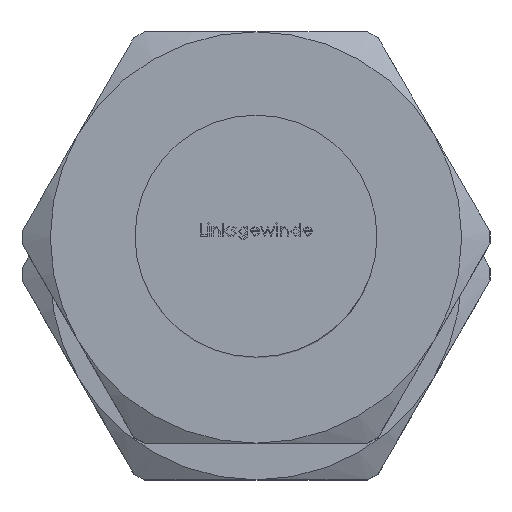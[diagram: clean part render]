
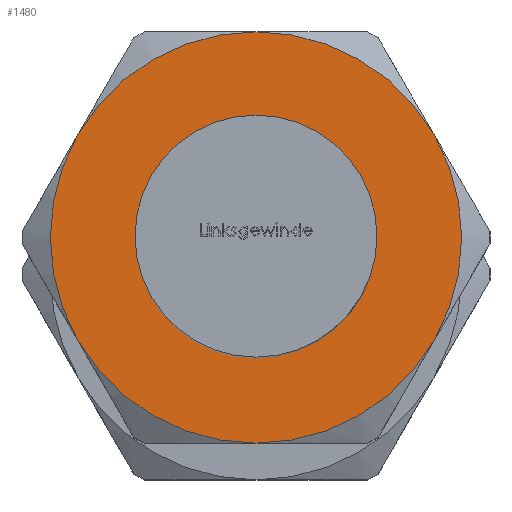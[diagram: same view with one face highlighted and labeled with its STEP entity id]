
A CAD part, top view. The second image highlights one B-rep face of the part: STEP entity #1480.
In plain terms, the highlighted face is planar.
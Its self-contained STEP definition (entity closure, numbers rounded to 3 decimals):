
#75 = DIRECTION ( 'NONE',  ( 0., -1., 0. ) ) ;
#126 = CARTESIAN_POINT ( 'NONE',  ( 0., 4., 0. ) ) ;
#614 = DIRECTION ( 'NONE',  ( 0., 0., 1. ) ) ;
#1480 = ADVANCED_FACE ( 'NONE', ( #42905, #3921 ), #25912, .T. ) ;
#3574 = EDGE_CURVE ( 'NONE', #42720, #5075, #3886, .T. ) ;
#3886 = CIRCLE ( 'NONE', #29223, 8.5 ) ;
#3921 = FACE_OUTER_BOUND ( 'NONE', #38651, .T. ) ;
#4336 = EDGE_CURVE ( 'NONE', #5075, #22764, #21010, .T. ) ;
#4629 = ORIENTED_EDGE ( 'NONE', *, *, #40222, .T. ) ;
#4754 = AXIS2_PLACEMENT_3D ( 'NONE', #46896, #43349, #14500 ) ;
#4756 = CIRCLE ( 'NONE', #36132, 8.5 ) ;
#5075 = VERTEX_POINT ( 'NONE', #24978 ) ;
#10389 = CIRCLE ( 'NONE', #4754, 8.5 ) ;
#10462 = AXIS2_PLACEMENT_3D ( 'NONE', #126, #37143, #11147 ) ;
#11147 = DIRECTION ( 'NONE',  ( 0., 0., 1. ) ) ;
#11951 = DIRECTION ( 'NONE',  ( 0., -1., 0. ) ) ;
#11953 = DIRECTION ( 'NONE',  ( 0., -1., 0. ) ) ;
#14116 = DIRECTION ( 'NONE',  ( 0., 0., 1. ) ) ;
#14500 = DIRECTION ( 'NONE',  ( 0., 0., -1. ) ) ;
#15863 = AXIS2_PLACEMENT_3D ( 'NONE', #29563, #75, #25860 ) ;
#18278 = CIRCLE ( 'NONE', #10462, 8.5 ) ;
#18311 = DIRECTION ( 'NONE',  ( 0., -1., 0. ) ) ;
#18953 = ORIENTED_EDGE ( 'NONE', *, *, #24988, .F. ) ;
#19179 = CARTESIAN_POINT ( 'NONE',  ( 0., 4., 0. ) ) ;
#21010 = CIRCLE ( 'NONE', #34795, 8.5 ) ;
#21821 = CARTESIAN_POINT ( 'NONE',  ( 0., 4., 0. ) ) ;
#22764 = VERTEX_POINT ( 'NONE', #25077 ) ;
#23822 = EDGE_CURVE ( 'NONE', #42315, #42720, #18278, .T. ) ;
#23961 = VERTEX_POINT ( 'NONE', #30726 ) ;
#24978 = CARTESIAN_POINT ( 'NONE',  ( 0., 4., 8.5 ) ) ;
#24988 = EDGE_CURVE ( 'NONE', #44614, #23961, #27409, .T. ) ;
#25077 = CARTESIAN_POINT ( 'NONE',  ( -7.361, 4., 4.25 ) ) ;
#25860 = DIRECTION ( 'NONE',  ( 0., 0., 1. ) ) ;
#25912 = PLANE ( 'NONE',  #40231 ) ;
#26875 = CARTESIAN_POINT ( 'NONE',  ( 0., 4., 0. ) ) ;
#27192 = CIRCLE ( 'NONE', #15863, 4.75 ) ;
#27375 = ORIENTED_EDGE ( 'NONE', *, *, #41647, .F. ) ;
#27409 = CIRCLE ( 'NONE', #38151, 8.5 ) ;
#28521 = CARTESIAN_POINT ( 'NONE',  ( -7.361, 4., -4.25 ) ) ;
#28544 = EDGE_CURVE ( 'NONE', #23961, #42315, #10389, .T. ) ;
#29223 = AXIS2_PLACEMENT_3D ( 'NONE', #26875, #11953, #41449 ) ;
#29563 = CARTESIAN_POINT ( 'NONE',  ( 0., 4., 0. ) ) ;
#30559 = CARTESIAN_POINT ( 'NONE',  ( 0., 4., 0. ) ) ;
#30726 = CARTESIAN_POINT ( 'NONE',  ( 0., 4., -8.5 ) ) ;
#32177 = EDGE_LOOP ( 'NONE', ( #4629 ) ) ;
#33649 = DIRECTION ( 'NONE',  ( 0., 0., 1. ) ) ;
#34795 = AXIS2_PLACEMENT_3D ( 'NONE', #41167, #37803, #33649 ) ;
#35374 = ORIENTED_EDGE ( 'NONE', *, *, #28544, .F. ) ;
#35833 = ORIENTED_EDGE ( 'NONE', *, *, #3574, .F. ) ;
#36132 = AXIS2_PLACEMENT_3D ( 'NONE', #21821, #18311, #14116 ) ;
#37143 = DIRECTION ( 'NONE',  ( 0., -1., 0. ) ) ;
#37446 = DIRECTION ( 'NONE',  ( 0., 0., 1. ) ) ;
#37803 = DIRECTION ( 'NONE',  ( 0., -1., 0. ) ) ;
#37822 = ORIENTED_EDGE ( 'NONE', *, *, #4336, .F. ) ;
#38040 = CARTESIAN_POINT ( 'NONE',  ( 0., 4., 4.75 ) ) ;
#38151 = AXIS2_PLACEMENT_3D ( 'NONE', #30559, #11951, #37446 ) ;
#38281 = CARTESIAN_POINT ( 'NONE',  ( 7.361, 4., -4.25 ) ) ;
#38651 = EDGE_LOOP ( 'NONE', ( #37822, #35833, #43378, #35374, #18953, #27375 ) ) ;
#38708 = CARTESIAN_POINT ( 'NONE',  ( 7.361, 4., 4.25 ) ) ;
#40222 = EDGE_CURVE ( 'NONE', #40665, #40665, #27192, .T. ) ;
#40231 = AXIS2_PLACEMENT_3D ( 'NONE', #19179, #40974, #614 ) ;
#40665 = VERTEX_POINT ( 'NONE', #38040 ) ;
#40974 = DIRECTION ( 'NONE',  ( 0., 1., 0. ) ) ;
#41167 = CARTESIAN_POINT ( 'NONE',  ( 0., 4., 0. ) ) ;
#41449 = DIRECTION ( 'NONE',  ( 0., 0., 1. ) ) ;
#41647 = EDGE_CURVE ( 'NONE', #22764, #44614, #4756, .T. ) ;
#42315 = VERTEX_POINT ( 'NONE', #38281 ) ;
#42720 = VERTEX_POINT ( 'NONE', #38708 ) ;
#42905 = FACE_BOUND ( 'NONE', #32177, .T. ) ;
#43349 = DIRECTION ( 'NONE',  ( 0., -1., 0. ) ) ;
#43378 = ORIENTED_EDGE ( 'NONE', *, *, #23822, .F. ) ;
#44614 = VERTEX_POINT ( 'NONE', #28521 ) ;
#46896 = CARTESIAN_POINT ( 'NONE',  ( 0., 4., 0. ) ) ;
